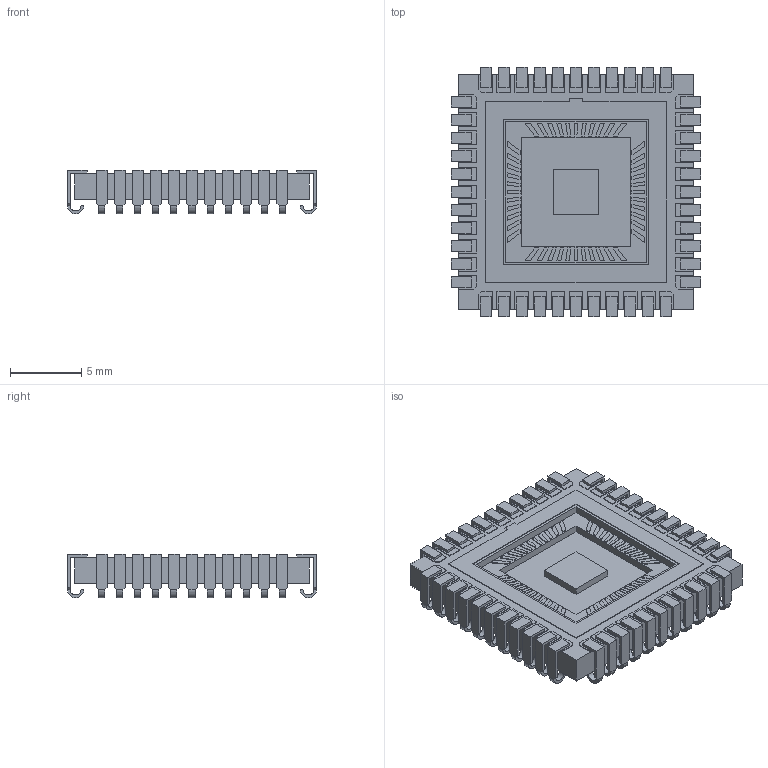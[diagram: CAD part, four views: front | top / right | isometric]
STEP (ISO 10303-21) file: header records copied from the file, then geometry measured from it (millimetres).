
FILE_DESCRIPTION((''),'2;1');
FILE_NAME('SPECTRUM_CCJ04423.stp','2014-03-27T09:50:36',(''),(''),'Mechanical Desktop 2011','Mechanical Desktop 2011',', , ');
FILE_SCHEMA(('AUTOMOTIVE_DESIGN { 1 2 10303 214 1 1 1 1 }'));
Length unit declared in the file: millimetre
Products named in the file (1): Product
Bounding box: 17.53 x 17.53 x 3.07 mm (x, y, z)
Volume: 453.7 mm3; surface area: 1511.8 mm2
Topology: 136 solids, 136 shells, 1195 faces, 2587 edges, 1666 vertices
Faces by surface type: bspline 583, plane 568, cylinder 44
Entity records: 32229 total; most frequent: CARTESIAN_POINT 7814, ORIENTED_EDGE 5174, DIRECTION 3989, EDGE_CURVE 2587, VECTOR 2411, LINE 2411, VERTEX_POINT 1666, EDGE_LOOP 1199
